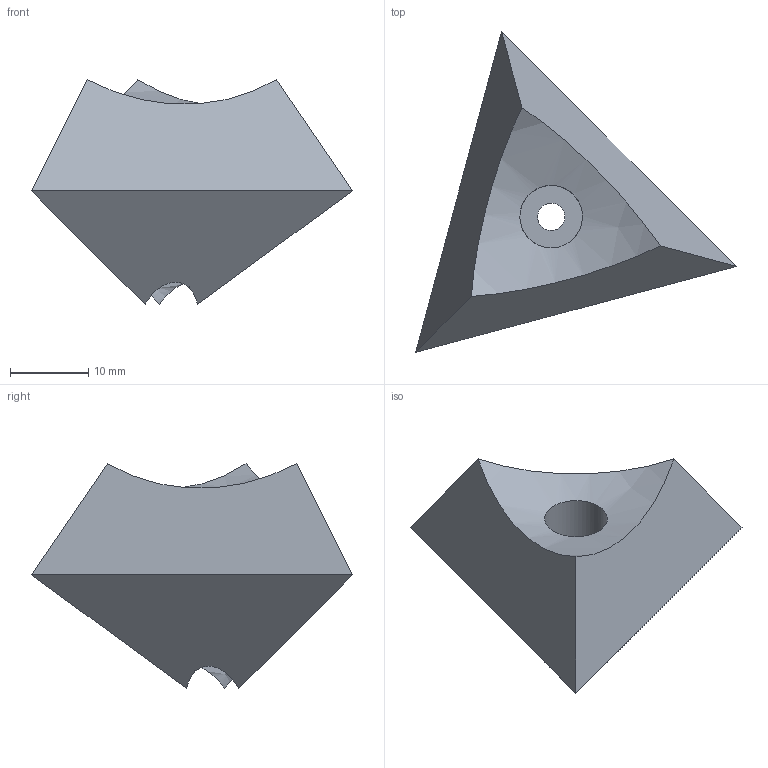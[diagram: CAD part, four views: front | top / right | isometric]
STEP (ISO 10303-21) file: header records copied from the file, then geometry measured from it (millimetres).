
FILE_DESCRIPTION(/* description */ (''),/* implementation_level */ '2;1');
FILE_NAME(/* name */ 'VERTEX~1',/* time_stamp */ '2017-07-10T13:53:44+02:00',/* author */ (''),/* organization */ (''),/* preprocessor_version */ 'ST-DEVELOPER v15',/* originating_system */ '',/* authorisation */ '');
FILE_SCHEMA (('AUTOMOTIVE_DESIGN'));
Length unit declared in the file: millimetre
Products named in the file (1): Document
Bounding box: 40.98 x 40.98 x 28.72 mm (x, y, z)
Volume: 9743.1 mm3; surface area: 3451.4 mm2
Topology: 1 solids, 1 shells, 15 faces, 33 edges, 21 vertices
Faces by surface type: bspline 10, plane 5
Entity records: 601 total; most frequent: CARTESIAN_POINT 361, ORIENTED_EDGE 66, EDGE_CURVE 33, VERTEX_POINT 21, EDGE_LOOP 18, B_SPLINE_CURVE_WITH_KNOTS 17, ADVANCED_FACE 15, FACE_OUTER_BOUND 15
